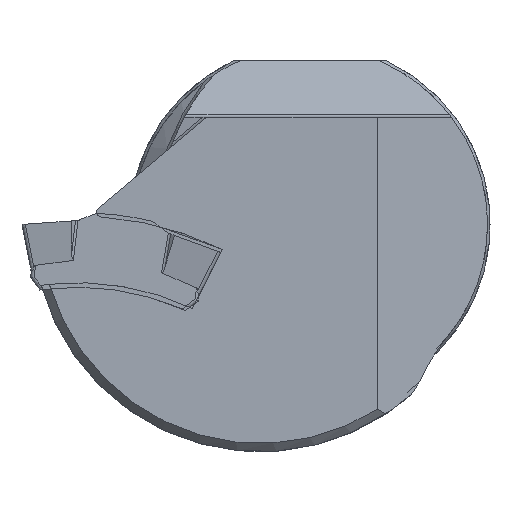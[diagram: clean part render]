
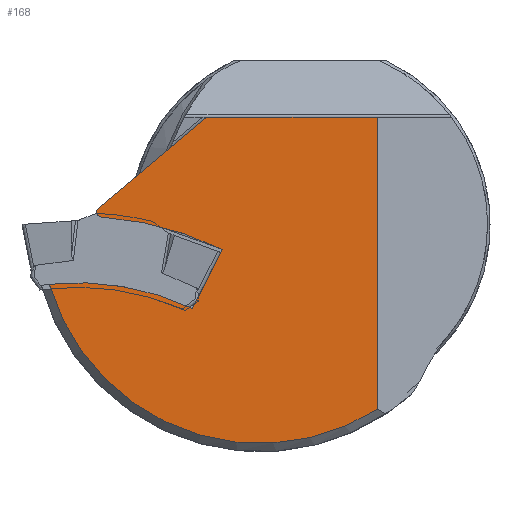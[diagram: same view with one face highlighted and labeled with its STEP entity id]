
A CAD part, left-side view. The second image highlights one B-rep face of the part: STEP entity #168.
In plain terms, the highlighted planar face has unit normal (-1, 0, 0).
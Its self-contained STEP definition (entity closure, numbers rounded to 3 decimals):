
#114=PLANE('',#1464);
#168=ADVANCED_FACE('',(#272),#114,.T.);
#272=FACE_OUTER_BOUND('',#346,.T.);
#346=EDGE_LOOP('',(#837,#838,#839,#840,#841,#842,#843,#844));
#445=LINE('',#2268,#544);
#446=LINE('',#2275,#545);
#447=LINE('',#2277,#546);
#448=LINE('',#2279,#547);
#544=VECTOR('',#1745,1.);
#545=VECTOR('',#1750,1.);
#546=VECTOR('',#1751,1.);
#547=VECTOR('',#1752,1.);
#589=CIRCLE('',#1460,23.65);
#590=CIRCLE('',#1461,19.4);
#591=CIRCLE('',#1462,0.5);
#592=CIRCLE('',#1463,28.85);
#837=ORIENTED_EDGE('',*,*,#1260,.T.);
#838=ORIENTED_EDGE('',*,*,#1261,.T.);
#839=ORIENTED_EDGE('',*,*,#1262,.F.);
#840=ORIENTED_EDGE('',*,*,#1263,.T.);
#841=ORIENTED_EDGE('',*,*,#1264,.F.);
#842=ORIENTED_EDGE('',*,*,#1265,.F.);
#843=ORIENTED_EDGE('',*,*,#1266,.T.);
#844=ORIENTED_EDGE('',*,*,#1267,.F.);
#1091=VERTEX_POINT('',#2269);
#1092=VERTEX_POINT('',#2270);
#1093=VERTEX_POINT('',#2272);
#1094=VERTEX_POINT('',#2274);
#1095=VERTEX_POINT('',#2276);
#1096=VERTEX_POINT('',#2278);
#1097=VERTEX_POINT('',#2280);
#1098=VERTEX_POINT('',#2282);
#1260=EDGE_CURVE('',#1091,#1092,#445,.T.);
#1261=EDGE_CURVE('',#1092,#1093,#589,.T.);
#1262=EDGE_CURVE('',#1094,#1093,#590,.T.);
#1263=EDGE_CURVE('',#1094,#1095,#446,.T.);
#1264=EDGE_CURVE('',#1096,#1095,#447,.T.);
#1265=EDGE_CURVE('',#1097,#1096,#448,.T.);
#1266=EDGE_CURVE('',#1097,#1098,#591,.T.);
#1267=EDGE_CURVE('',#1091,#1098,#592,.T.);
#1460=AXIS2_PLACEMENT_3D('',#2271,#1746,#1747);
#1461=AXIS2_PLACEMENT_3D('',#2273,#1748,#1749);
#1462=AXIS2_PLACEMENT_3D('',#2281,#1753,#1754);
#1463=AXIS2_PLACEMENT_3D('',#2283,#1755,#1756);
#1464=AXIS2_PLACEMENT_3D('',#2284,#1757,#1758);
#1745=DIRECTION('',(0.,0.454,-0.891));
#1746=DIRECTION('',(-1.,0.,0.));
#1747=DIRECTION('',(0.,0.,1.));
#1748=DIRECTION('',(1.,0.,0.));
#1749=DIRECTION('',(0.,0.,1.));
#1750=DIRECTION('',(0.,0.,1.));
#1751=DIRECTION('',(0.,-1.,0.));
#1752=DIRECTION('',(0.,-0.766,0.643));
#1753=DIRECTION('',(-1.,0.,0.));
#1754=DIRECTION('',(0.,0.,1.));
#1755=DIRECTION('',(-1.,0.,0.));
#1756=DIRECTION('',(0.,0.,1.));
#1757=DIRECTION('',(-1.,0.,0.));
#1758=DIRECTION('',(0.,0.,1.));
#2268=CARTESIAN_POINT('',(0.4,5.248,2.674));
#2269=CARTESIAN_POINT('',(0.4,7.747,-2.229));
#2270=CARTESIAN_POINT('',(0.4,10.411,-7.457));
#2271=CARTESIAN_POINT('',(0.4,20.563,-28.818));
#2272=CARTESIAN_POINT('',(0.4,23.062,-5.3));
#2273=CARTESIAN_POINT('',(0.4,4.4,0.));
#2274=CARTESIAN_POINT('',(0.4,-6.,-16.377));
#2275=CARTESIAN_POINT('',(0.4,-6.,-344.376));
#2276=CARTESIAN_POINT('',(0.4,-6.,9.5));
#2277=CARTESIAN_POINT('',(0.4,0.,9.5));
#2278=CARTESIAN_POINT('',(0.4,9.149,9.5));
#2279=CARTESIAN_POINT('',(0.4,8.458,10.08));
#2280=CARTESIAN_POINT('',(0.4,18.853,1.357));
#2281=CARTESIAN_POINT('',(0.4,18.397,1.153));
#2282=CARTESIAN_POINT('',(0.4,18.432,0.654));
#2283=CARTESIAN_POINT('',(0.4,20.465,-28.125));
#2284=CARTESIAN_POINT('',(0.4,0.,0.));
